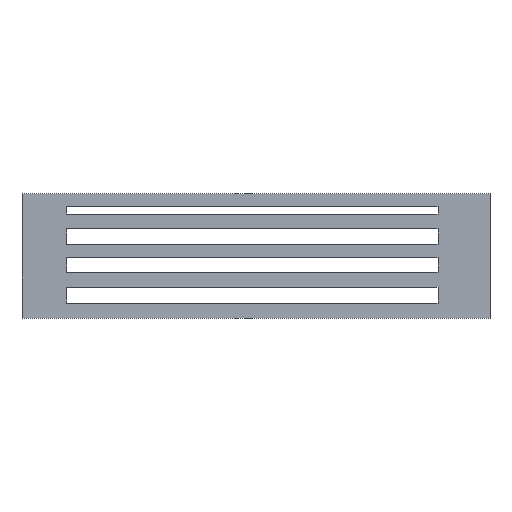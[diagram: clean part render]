
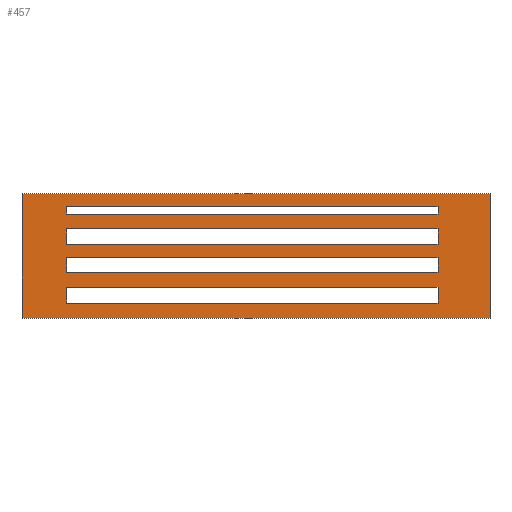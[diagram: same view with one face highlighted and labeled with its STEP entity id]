
A CAD part, top view. The second image highlights one B-rep face of the part: STEP entity #457.
In plain terms, the highlighted planar face has unit normal (0, 0, 1).
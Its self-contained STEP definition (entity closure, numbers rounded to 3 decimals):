
#19=FACE_BOUND('',#70,.T.);
#20=FACE_BOUND('',#71,.T.);
#21=FACE_BOUND('',#72,.T.);
#22=FACE_BOUND('',#73,.T.);
#43=FACE_OUTER_BOUND('',#69,.T.);
#69=EDGE_LOOP('',(#391,#392,#393,#394));
#70=EDGE_LOOP('',(#395,#396,#397,#398));
#71=EDGE_LOOP('',(#399,#400,#401,#402));
#72=EDGE_LOOP('',(#403,#404,#405,#406));
#73=EDGE_LOOP('',(#407,#408,#409,#410));
#77=LINE('',#609,#137);
#81=LINE('',#616,#141);
#84=LINE('',#624,#144);
#88=LINE('',#631,#148);
#106=LINE('',#667,#166);
#109=LINE('',#672,#169);
#111=LINE('',#677,#171);
#114=LINE('',#682,#174);
#116=LINE('',#687,#176);
#119=LINE('',#692,#179);
#121=LINE('',#696,#181);
#122=LINE('',#699,#182);
#124=LINE('',#702,#184);
#125=LINE('',#705,#185);
#127=LINE('',#708,#187);
#128=LINE('',#711,#188);
#130=LINE('',#714,#190);
#131=LINE('',#717,#191);
#133=LINE('',#720,#193);
#134=LINE('',#722,#194);
#137=VECTOR('',#501,10.);
#141=VECTOR('',#507,10.);
#144=VECTOR('',#512,10.);
#148=VECTOR('',#518,10.);
#166=VECTOR('',#540,10.);
#169=VECTOR('',#545,10.);
#171=VECTOR('',#549,10.);
#174=VECTOR('',#554,10.);
#176=VECTOR('',#558,10.);
#179=VECTOR('',#563,10.);
#181=VECTOR('',#567,10.);
#182=VECTOR('',#570,10.);
#184=VECTOR('',#574,10.);
#185=VECTOR('',#577,10.);
#187=VECTOR('',#581,10.);
#188=VECTOR('',#584,10.);
#190=VECTOR('',#588,10.);
#191=VECTOR('',#591,10.);
#193=VECTOR('',#595,10.);
#194=VECTOR('',#598,10.);
#197=VERTEX_POINT('',#606);
#198=VERTEX_POINT('',#608);
#200=VERTEX_POINT('',#614);
#203=VERTEX_POINT('',#621);
#204=VERTEX_POINT('',#623);
#206=VERTEX_POINT('',#629);
#221=VERTEX_POINT('',#664);
#222=VERTEX_POINT('',#666);
#223=VERTEX_POINT('',#670);
#224=VERTEX_POINT('',#674);
#225=VERTEX_POINT('',#676);
#226=VERTEX_POINT('',#680);
#227=VERTEX_POINT('',#684);
#228=VERTEX_POINT('',#686);
#229=VERTEX_POINT('',#690);
#230=VERTEX_POINT('',#694);
#231=VERTEX_POINT('',#698);
#232=VERTEX_POINT('',#704);
#233=VERTEX_POINT('',#710);
#234=VERTEX_POINT('',#716);
#237=EDGE_CURVE('',#197,#198,#77,.T.);
#241=EDGE_CURVE('',#197,#200,#81,.T.);
#244=EDGE_CURVE('',#204,#203,#84,.T.);
#248=EDGE_CURVE('',#203,#206,#88,.T.);
#266=EDGE_CURVE('',#222,#221,#106,.T.);
#269=EDGE_CURVE('',#221,#223,#109,.T.);
#271=EDGE_CURVE('',#225,#224,#111,.T.);
#274=EDGE_CURVE('',#224,#226,#114,.T.);
#276=EDGE_CURVE('',#228,#227,#116,.T.);
#279=EDGE_CURVE('',#227,#229,#119,.T.);
#281=EDGE_CURVE('',#200,#230,#121,.T.);
#282=EDGE_CURVE('',#204,#231,#122,.T.);
#284=EDGE_CURVE('',#230,#198,#124,.T.);
#285=EDGE_CURVE('',#232,#228,#125,.T.);
#287=EDGE_CURVE('',#229,#232,#127,.T.);
#288=EDGE_CURVE('',#233,#225,#128,.T.);
#290=EDGE_CURVE('',#226,#233,#130,.T.);
#291=EDGE_CURVE('',#234,#222,#131,.T.);
#293=EDGE_CURVE('',#223,#234,#133,.T.);
#294=EDGE_CURVE('',#206,#231,#134,.T.);
#391=ORIENTED_EDGE('',*,*,#244,.T.);
#392=ORIENTED_EDGE('',*,*,#248,.T.);
#393=ORIENTED_EDGE('',*,*,#294,.T.);
#394=ORIENTED_EDGE('',*,*,#282,.F.);
#395=ORIENTED_EDGE('',*,*,#281,.T.);
#396=ORIENTED_EDGE('',*,*,#284,.T.);
#397=ORIENTED_EDGE('',*,*,#237,.F.);
#398=ORIENTED_EDGE('',*,*,#241,.T.);
#399=ORIENTED_EDGE('',*,*,#279,.T.);
#400=ORIENTED_EDGE('',*,*,#287,.T.);
#401=ORIENTED_EDGE('',*,*,#285,.T.);
#402=ORIENTED_EDGE('',*,*,#276,.T.);
#403=ORIENTED_EDGE('',*,*,#274,.T.);
#404=ORIENTED_EDGE('',*,*,#290,.T.);
#405=ORIENTED_EDGE('',*,*,#288,.T.);
#406=ORIENTED_EDGE('',*,*,#271,.T.);
#407=ORIENTED_EDGE('',*,*,#269,.T.);
#408=ORIENTED_EDGE('',*,*,#293,.T.);
#409=ORIENTED_EDGE('',*,*,#291,.T.);
#410=ORIENTED_EDGE('',*,*,#266,.T.);
#435=PLANE('',#493);
#457=ADVANCED_FACE('',(#43,#19,#20,#21,#22),#435,.T.);
#493=AXIS2_PLACEMENT_3D('',#721,#596,#597);
#501=DIRECTION('',(-1.,0.,0.));
#507=DIRECTION('',(0.,-1.,0.));
#512=DIRECTION('',(-1.,0.,0.));
#518=DIRECTION('',(0.,-1.,0.));
#540=DIRECTION('',(-1.,0.,0.));
#545=DIRECTION('',(0.,1.,0.));
#549=DIRECTION('',(-1.,0.,0.));
#554=DIRECTION('',(0.,1.,0.));
#558=DIRECTION('',(-1.,0.,0.));
#563=DIRECTION('',(0.,1.,0.));
#567=DIRECTION('',(-1.,0.,0.));
#570=DIRECTION('',(0.,-1.,0.));
#574=DIRECTION('',(0.,1.,0.));
#577=DIRECTION('',(0.,-1.,0.));
#581=DIRECTION('',(1.,0.,0.));
#584=DIRECTION('',(0.,-1.,0.));
#588=DIRECTION('',(1.,0.,0.));
#591=DIRECTION('',(0.,-1.,0.));
#595=DIRECTION('',(1.,0.,0.));
#596=DIRECTION('center_axis',(0.,0.,1.));
#597=DIRECTION('ref_axis',(0.,-1.,0.));
#598=DIRECTION('',(1.,0.,0.));
#606=CARTESIAN_POINT('',(75.,419.,276.));
#608=CARTESIAN_POINT('',(25.,419.,276.));
#609=CARTESIAN_POINT('',(47.,419.,276.));
#614=CARTESIAN_POINT('',(75.,418.,276.));
#616=CARTESIAN_POINT('',(75.,419.5,276.));
#621=CARTESIAN_POINT('',(19.,420.7,276.));
#623=CARTESIAN_POINT('',(82.,420.7,276.));
#624=CARTESIAN_POINT('',(19.,420.7,276.));
#629=CARTESIAN_POINT('',(19.,404.,276.));
#631=CARTESIAN_POINT('',(19.,421.,276.));
#664=CARTESIAN_POINT('',(25.,406.,276.));
#666=CARTESIAN_POINT('',(75.,406.,276.));
#667=CARTESIAN_POINT('',(22.,406.,276.));
#670=CARTESIAN_POINT('',(25.,408.143,276.));
#672=CARTESIAN_POINT('',(25.,414.571,276.));
#674=CARTESIAN_POINT('',(25.,413.905,276.));
#676=CARTESIAN_POINT('',(75.,413.905,276.));
#677=CARTESIAN_POINT('',(22.,413.905,276.));
#680=CARTESIAN_POINT('',(25.,416.,276.));
#682=CARTESIAN_POINT('',(25.,418.5,276.));
#684=CARTESIAN_POINT('',(25.,410.143,276.));
#686=CARTESIAN_POINT('',(75.,410.143,276.));
#687=CARTESIAN_POINT('',(22.,410.143,276.));
#690=CARTESIAN_POINT('',(25.,412.143,276.));
#692=CARTESIAN_POINT('',(25.,416.571,276.));
#694=CARTESIAN_POINT('',(25.,418.,276.));
#696=CARTESIAN_POINT('',(22.,418.,276.));
#698=CARTESIAN_POINT('',(82.,404.,276.));
#699=CARTESIAN_POINT('',(82.,421.,276.));
#702=CARTESIAN_POINT('',(25.,420.5,276.));
#704=CARTESIAN_POINT('',(75.,412.143,276.));
#705=CARTESIAN_POINT('',(75.,415.571,276.));
#708=CARTESIAN_POINT('',(47.,412.143,276.));
#710=CARTESIAN_POINT('',(75.,416.,276.));
#711=CARTESIAN_POINT('',(75.,417.452,276.));
#714=CARTESIAN_POINT('',(47.,416.,276.));
#716=CARTESIAN_POINT('',(75.,408.143,276.));
#717=CARTESIAN_POINT('',(75.,413.5,276.));
#720=CARTESIAN_POINT('',(47.,408.143,276.));
#721=CARTESIAN_POINT('Origin',(19.,421.,276.));
#722=CARTESIAN_POINT('',(19.,404.,276.));
